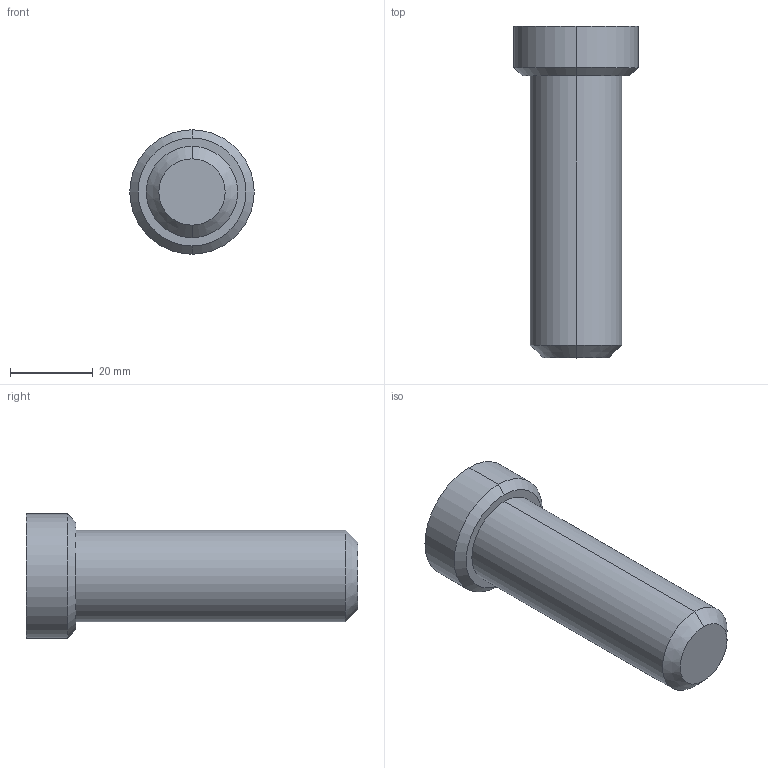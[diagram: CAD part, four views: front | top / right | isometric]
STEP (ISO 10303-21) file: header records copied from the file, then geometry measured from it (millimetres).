
FILE_DESCRIPTION (( 'STEP AP214' ), '1' );
FILE_NAME ('GRA-USI-003-A-Interface perche 1.STEP', '2022-08-18T17:19:13', ( '' ), ( '' ), 'SwSTEP 2.0', 'SolidWorks 2021', '' );
FILE_SCHEMA (( 'AUTOMOTIVE_DESIGN' ));
Length unit declared in the file: millimetre
Products named in the file (1): GRA-USI-003-A-Interface perche 1
Bounding box: 30 x 80 x 30 mm (x, y, z)
Volume: 33515 mm3; surface area: 7416.1 mm2
Topology: 1 solids, 1 shells, 27 faces, 60 edges, 32 vertices
Faces by surface type: cone 12, cylinder 12, plane 3
Entity records: 812 total; most frequent: DIRECTION 136, CARTESIAN_POINT 112, ORIENTED_EDGE 104, AXIS2_PLACEMENT_3D 56, EDGE_CURVE 52, VERTEX_POINT 32, EDGE_LOOP 32, CIRCLE 28
